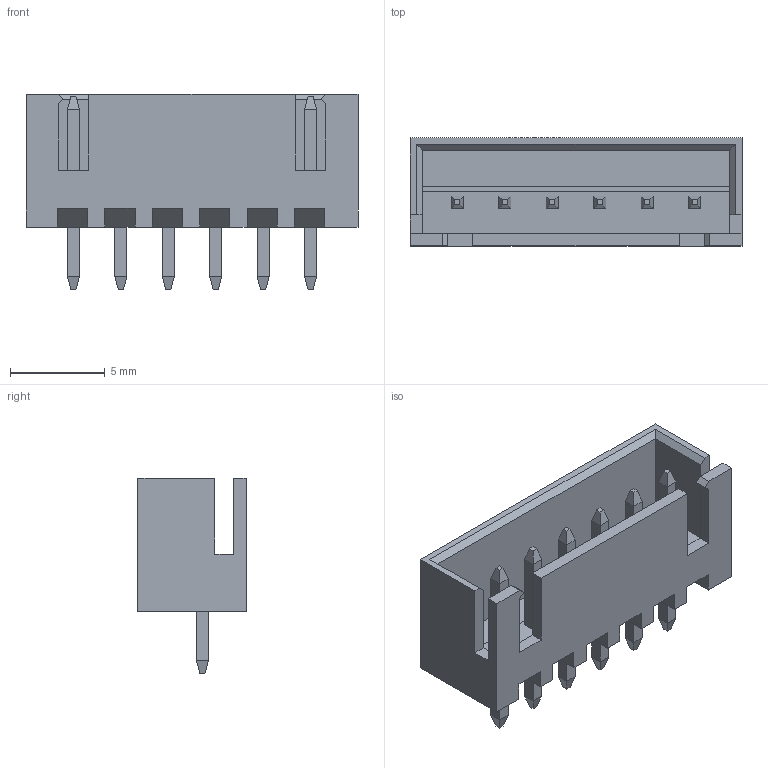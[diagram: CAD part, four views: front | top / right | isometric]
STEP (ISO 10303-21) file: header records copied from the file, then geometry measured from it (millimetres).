
FILE_DESCRIPTION (( 'STEP AP214' ), '1' );
FILE_NAME ('User Library-PW10-XX-M white.STEP', '2020-02-26T19:20:31', ( '' ), ( '' ), 'SwSTEP 2.0', 'SolidWorks 2019', '' );
FILE_SCHEMA (( 'AUTOMOTIVE_DESIGN' ));
Length unit declared in the file: millimetre
Products named in the file (1): User Library-PW10-XX-M white
Bounding box: 17.5 x 5.7 x 10.3 mm (x, y, z)
Volume: 300.1 mm3; surface area: 857.4 mm2
Topology: 1 solids, 1 shells, 177 faces, 439 edges, 276 vertices
Faces by surface type: plane 177
Entity records: 7054 total; most frequent: CARTESIAN_POINT 893, ORIENTED_EDGE 878, DIRECTION 795, VECTOR 439, LINE 439, EDGE_CURVE 439, VERTEX_POINT 276, EDGE_LOOP 189
